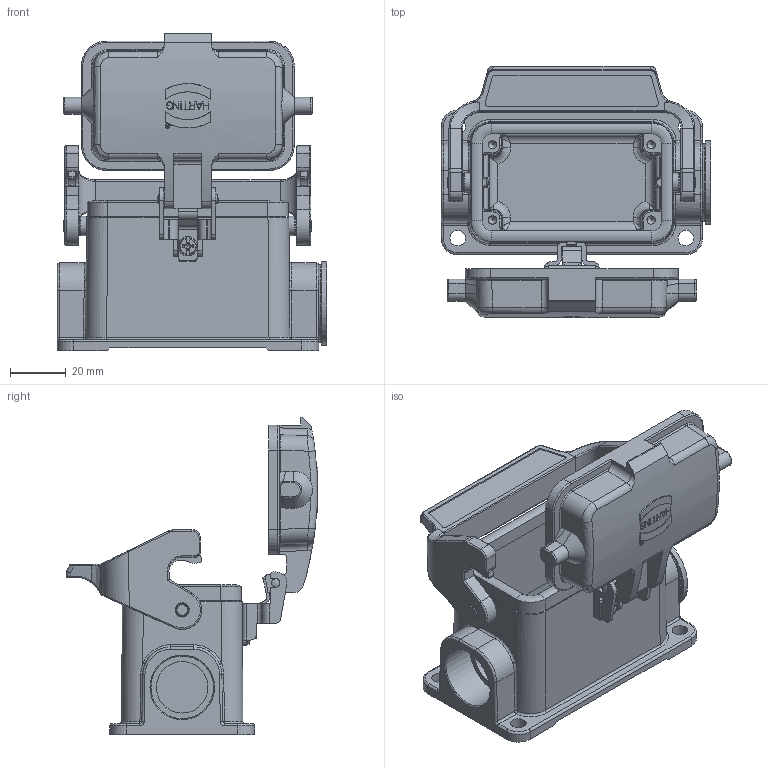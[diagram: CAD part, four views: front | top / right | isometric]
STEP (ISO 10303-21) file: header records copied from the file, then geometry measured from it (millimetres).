
FILE_DESCRIPTION((''),'2;1');
FILE_NAME('05300102269.stp','2020-07-07T13:32:39',('e.eickhoff'),(''),'Autodesk Inventor 2012','Autodesk Inventor 2012','');
FILE_SCHEMA(('AUTOMOTIVE_DESIGN { 1 0 10303 214 1 1 1 1 }'));
Length unit declared in the file: millimetre
Products named in the file (3): 05300102269; KBRM25
Assembly tree (2 placements, depth 2):
  05300102269
    05300102269
    KBRM25
Bounding box: 97 x 90.54 x 114 mm (x, y, z)
Volume: 106600.2 mm3; surface area: 61625.5 mm2
Topology: 4 solids, 5 shells, 1105 faces, 3229 edges, 2429 vertices
Faces by surface type: plane 547, cylinder 322, bspline 130, torus 65, cone 35, sphere 6
Full cylindrical faces by diameter (mm): 1.52 x1, 1.68 x1, 3 x6, 3.3 x1, 4 x3, 4.8 x2, 5.1 x2, 5.6 x4, 7 x3, 18.5 x2, 22.5 x2, 25.5 x1, 28 x1, 30 x1
Entity records: 45350 total; most frequent: CARTESIAN_POINT 15757, ORIENTED_EDGE 5782, DIRECTION 5496, EDGE_CURVE 2891, VERTEX_POINT 1942, AXIS2_PLACEMENT_3D 1881, VECTOR 1734, LINE 1734
